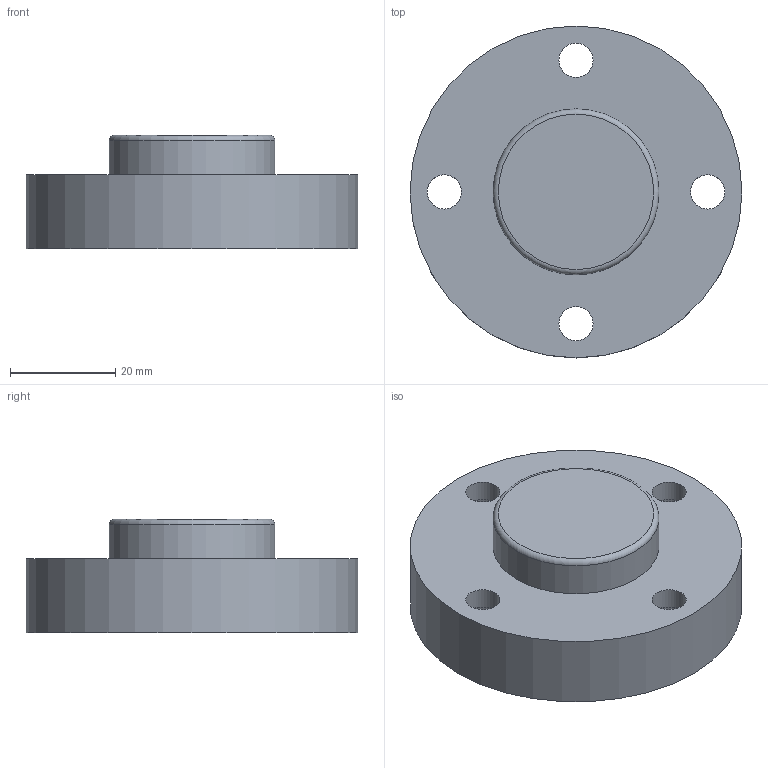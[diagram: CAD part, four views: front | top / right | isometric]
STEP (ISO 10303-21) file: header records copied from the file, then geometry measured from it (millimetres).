
FILE_DESCRIPTION(('FreeCAD Model'),'2;1');
FILE_NAME('Open CASCADE Shape Model','2023-12-04T14:15:25',('Author'),( ''),'Open CASCADE STEP processor 7.5','FreeCAD','Unknown');
FILE_SCHEMA(('AUTOMOTIVE_DESIGN { 1 0 10303 214 1 1 1 1 }'));
Length unit declared in the file: millimetre
Products named in the file (1): Body001
Bounding box: 63 x 63 x 21.5 mm (x, y, z)
Volume: 44897.5 mm3; surface area: 11525.2 mm2
Topology: 1 solids, 1 shells, 30 faces, 50 edges, 33 vertices
Faces by surface type: cylinder 16, plane 13, torus 1
Full cylindrical faces by diameter (mm): 2.5 x6, 6.5 x4, 11 x4, 31.5 x1, 63 x1
Entity records: 1423 total; most frequent: CARTESIAN_POINT 244, DIRECTION 241, ORIENTED_EDGE 100, PCURVE 100, DEFINITIONAL_REPRESENTATION 100, LINE 84, VECTOR 84, AXIS2_PLACEMENT_3D 65
